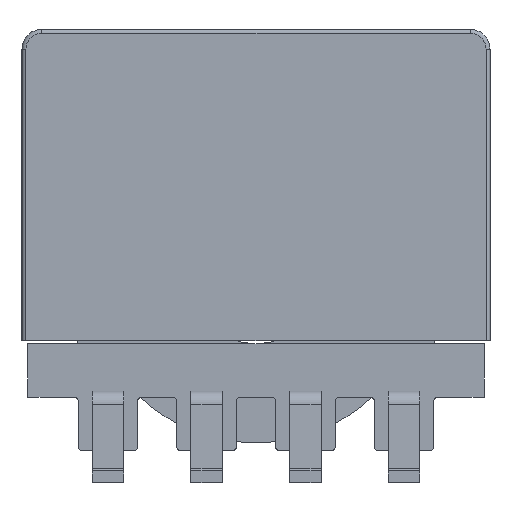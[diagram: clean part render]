
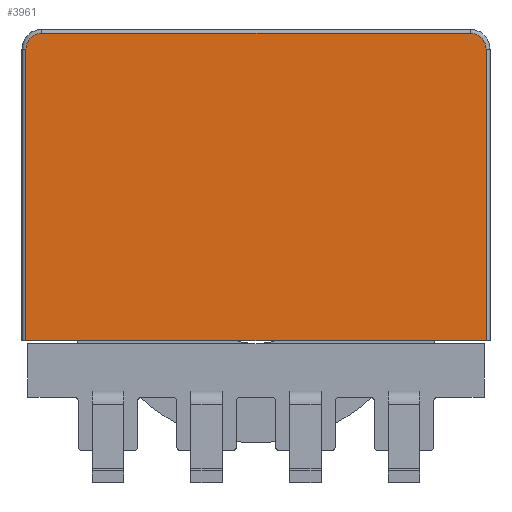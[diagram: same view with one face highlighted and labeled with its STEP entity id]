
A CAD part, front view. The second image highlights one B-rep face of the part: STEP entity #3961.
In plain terms, the highlighted planar face has unit normal (0, -1, 0).
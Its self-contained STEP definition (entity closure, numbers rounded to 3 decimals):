
#204=CIRCLE('',#4371,0.4);
#205=CIRCLE('',#4372,0.4);
#1404=ORIENTED_EDGE('',*,*,#1999,.T.);
#1405=ORIENTED_EDGE('',*,*,#2009,.F.);
#1406=ORIENTED_EDGE('',*,*,#2010,.F.);
#1407=ORIENTED_EDGE('',*,*,#2011,.F.);
#1408=ORIENTED_EDGE('',*,*,#2012,.F.);
#1409=ORIENTED_EDGE('',*,*,#2013,.T.);
#1999=EDGE_CURVE('',#2387,#2386,#2782,.T.);
#2009=EDGE_CURVE('',#2392,#2386,#2785,.T.);
#2010=EDGE_CURVE('',#2393,#2392,#204,.T.);
#2011=EDGE_CURVE('',#2394,#2393,#2786,.T.);
#2012=EDGE_CURVE('',#2395,#2394,#205,.T.);
#2013=EDGE_CURVE('',#2395,#2387,#2787,.T.);
#2386=VERTEX_POINT('',#6684);
#2387=VERTEX_POINT('',#6686);
#2392=VERTEX_POINT('',#6755);
#2393=VERTEX_POINT('',#6757);
#2394=VERTEX_POINT('',#6759);
#2395=VERTEX_POINT('',#6761);
#2782=LINE('',#6685,#3176);
#2785=LINE('',#6754,#3179);
#2786=LINE('',#6758,#3180);
#2787=LINE('',#6762,#3181);
#3176=VECTOR('',#5508,1000.);
#3179=VECTOR('',#5529,1000.);
#3180=VECTOR('',#5532,1000.);
#3181=VECTOR('',#5535,1000.);
#3399=EDGE_LOOP('',(#1404,#1405,#1406,#1407,#1408,#1409));
#3623=FACE_BOUND('',#3399,.T.);
#3756=PLANE('',#4370);
#3961=ADVANCED_FACE('',(#3623),#3756,.F.);
#4370=AXIS2_PLACEMENT_3D('',#6753,#5527,#5528);
#4371=AXIS2_PLACEMENT_3D('',#6756,#5530,#5531);
#4372=AXIS2_PLACEMENT_3D('',#6760,#5533,#5534);
#5508=DIRECTION('',(1.,0.,0.));
#5527=DIRECTION('',(0.,1.,0.));
#5528=DIRECTION('',(0.,0.,-1.));
#5529=DIRECTION('',(0.,0.,-1.));
#5530=DIRECTION('',(0.,1.,0.));
#5531=DIRECTION('',(0.,0.,-1.));
#5532=DIRECTION('',(1.,0.,0.));
#5533=DIRECTION('',(0.,1.,0.));
#5534=DIRECTION('',(0.,0.,-1.));
#5535=DIRECTION('',(0.,0.,-1.));
#6684=CARTESIAN_POINT('',(5.8,-5.2,-1.725));
#6685=CARTESIAN_POINT('',(-5.9,-5.2,-1.725));
#6686=CARTESIAN_POINT('',(-5.8,-5.2,-1.725));
#6753=CARTESIAN_POINT('',(-5.9,-5.2,6.125));
#6754=CARTESIAN_POINT('',(5.8,-5.2,6.125));
#6755=CARTESIAN_POINT('',(5.8,-5.2,5.625));
#6756=CARTESIAN_POINT('',(5.4,-5.2,5.625));
#6757=CARTESIAN_POINT('',(5.4,-5.2,6.025));
#6758=CARTESIAN_POINT('',(-5.4,-5.2,6.025));
#6759=CARTESIAN_POINT('',(-5.4,-5.2,6.025));
#6760=CARTESIAN_POINT('',(-5.4,-5.2,5.625));
#6761=CARTESIAN_POINT('',(-5.8,-5.2,5.625));
#6762=CARTESIAN_POINT('',(-5.8,-5.2,6.125));
